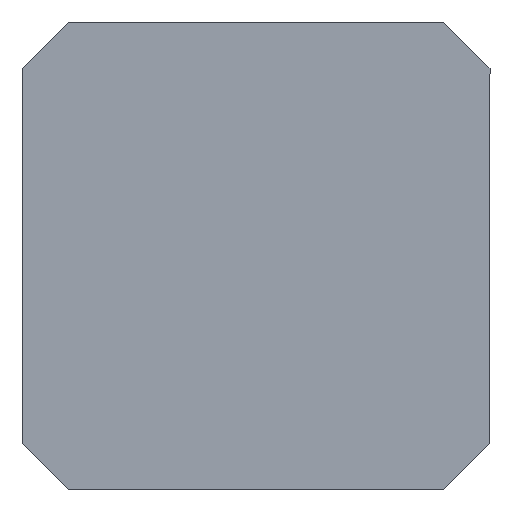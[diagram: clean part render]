
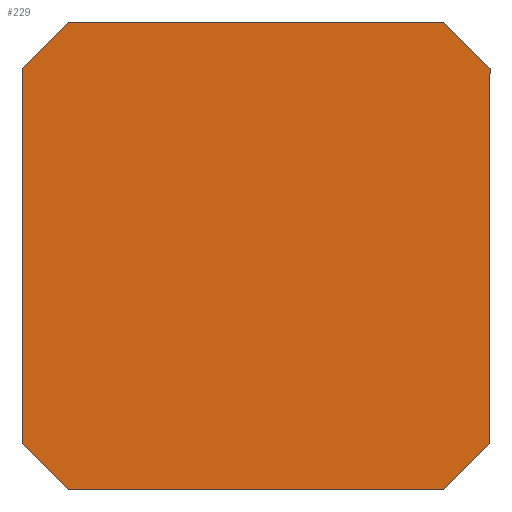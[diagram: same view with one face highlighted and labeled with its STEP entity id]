
A CAD part, front view. The second image highlights one B-rep face of the part: STEP entity #229.
In plain terms, the highlighted planar face has unit normal (0, -1, 0).
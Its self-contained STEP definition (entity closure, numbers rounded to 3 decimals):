
#40 = EDGE_CURVE ( 'NONE', #1576, #327, #996, .T. ) ;
#45 = VECTOR ( 'NONE', #93, 1000. ) ;
#93 = DIRECTION ( 'NONE',  ( 1., 0., 0. ) ) ;
#110 = CARTESIAN_POINT ( 'NONE',  ( 24.05, -1., -30. ) ) ;
#138 = DIRECTION ( 'NONE',  ( 0., -1., 0. ) ) ;
#229 = ADVANCED_FACE ( 'NONE', ( #2103 ), #2757, .T. ) ;
#244 = VECTOR ( 'NONE', #774, 1000. ) ;
#278 = LINE ( 'NONE', #716, #2742 ) ;
#310 = LINE ( 'NONE', #1183, #45 ) ;
#325 = LINE ( 'NONE', #506, #2155 ) ;
#327 = VERTEX_POINT ( 'NONE', #2140 ) ;
#438 = VERTEX_POINT ( 'NONE', #842 ) ;
#442 = LINE ( 'NONE', #2619, #1276 ) ;
#472 = VERTEX_POINT ( 'NONE', #1580 ) ;
#506 = CARTESIAN_POINT ( 'NONE',  ( -24.05, -1., 30. ) ) ;
#675 = VERTEX_POINT ( 'NONE', #760 ) ;
#716 = CARTESIAN_POINT ( 'NONE',  ( 28., -1., 30. ) ) ;
#754 = DIRECTION ( 'NONE',  ( 0., 0., -1. ) ) ;
#757 = LINE ( 'NONE', #110, #1367 ) ;
#760 = CARTESIAN_POINT ( 'NONE',  ( 24.05, -1., -30. ) ) ;
#767 = VECTOR ( 'NONE', #754, 1000. ) ;
#774 = DIRECTION ( 'NONE',  ( 0.707, 0., -0.707 ) ) ;
#791 = EDGE_LOOP ( 'NONE', ( #2162, #2855, #1687, #2083, #1957, #1201, #1557, #1181 ) ) ;
#842 = CARTESIAN_POINT ( 'NONE',  ( -24.05, -1., -30. ) ) ;
#919 = CARTESIAN_POINT ( 'NONE',  ( -24.05, -1., 30. ) ) ;
#925 = LINE ( 'NONE', #1208, #767 ) ;
#950 = EDGE_CURVE ( 'NONE', #675, #1576, #757, .T. ) ;
#968 = DIRECTION ( 'NONE',  ( 0.707, 0., 0.707 ) ) ;
#981 = CARTESIAN_POINT ( 'NONE',  ( -30., -1., -24.05 ) ) ;
#996 = LINE ( 'NONE', #2311, #1041 ) ;
#1041 = VECTOR ( 'NONE', #1814, 1000. ) ;
#1102 = DIRECTION ( 'NONE',  ( -0.707, 0., 0.707 ) ) ;
#1176 = EDGE_CURVE ( 'NONE', #327, #1666, #442, .T. ) ;
#1181 = ORIENTED_EDGE ( 'NONE', *, *, #1711, .T. ) ;
#1183 = CARTESIAN_POINT ( 'NONE',  ( -28., -1., -30. ) ) ;
#1199 = DIRECTION ( 'NONE',  ( -0.707, 0., -0.707 ) ) ;
#1201 = ORIENTED_EDGE ( 'NONE', *, *, #1176, .T. ) ;
#1208 = CARTESIAN_POINT ( 'NONE',  ( -30., -1., 28. ) ) ;
#1253 = EDGE_CURVE ( 'NONE', #1666, #2037, #278, .T. ) ;
#1276 = VECTOR ( 'NONE', #1102, 1000. ) ;
#1313 = EDGE_CURVE ( 'NONE', #1405, #472, #925, .T. ) ;
#1367 = VECTOR ( 'NONE', #968, 1000. ) ;
#1405 = VERTEX_POINT ( 'NONE', #2312 ) ;
#1557 = ORIENTED_EDGE ( 'NONE', *, *, #1253, .T. ) ;
#1576 = VERTEX_POINT ( 'NONE', #2202 ) ;
#1580 = CARTESIAN_POINT ( 'NONE',  ( -30., -1., -24.05 ) ) ;
#1666 = VERTEX_POINT ( 'NONE', #2306 ) ;
#1687 = ORIENTED_EDGE ( 'NONE', *, *, #2170, .T. ) ;
#1711 = EDGE_CURVE ( 'NONE', #2037, #1405, #325, .T. ) ;
#1814 = DIRECTION ( 'NONE',  ( 0., 0., 1. ) ) ;
#1912 = DIRECTION ( 'NONE',  ( 0., 0., -1. ) ) ;
#1957 = ORIENTED_EDGE ( 'NONE', *, *, #40, .T. ) ;
#2037 = VERTEX_POINT ( 'NONE', #919 ) ;
#2078 = LINE ( 'NONE', #981, #244 ) ;
#2083 = ORIENTED_EDGE ( 'NONE', *, *, #950, .T. ) ;
#2103 = FACE_OUTER_BOUND ( 'NONE', #791, .T. ) ;
#2140 = CARTESIAN_POINT ( 'NONE',  ( 30., -1., 24.05 ) ) ;
#2155 = VECTOR ( 'NONE', #1199, 1000. ) ;
#2162 = ORIENTED_EDGE ( 'NONE', *, *, #1313, .T. ) ;
#2170 = EDGE_CURVE ( 'NONE', #438, #675, #310, .T. ) ;
#2184 = EDGE_CURVE ( 'NONE', #472, #438, #2078, .T. ) ;
#2202 = CARTESIAN_POINT ( 'NONE',  ( 30., -1., -24.05 ) ) ;
#2248 = DIRECTION ( 'NONE',  ( -1., 0., 0. ) ) ;
#2306 = CARTESIAN_POINT ( 'NONE',  ( 24.05, -1., 30. ) ) ;
#2311 = CARTESIAN_POINT ( 'NONE',  ( 30., -1., -28. ) ) ;
#2312 = CARTESIAN_POINT ( 'NONE',  ( -30., -1., 24.05 ) ) ;
#2502 = CARTESIAN_POINT ( 'NONE',  ( 0., -1., 0. ) ) ;
#2507 = AXIS2_PLACEMENT_3D ( 'NONE', #2502, #138, #1912 ) ;
#2619 = CARTESIAN_POINT ( 'NONE',  ( 30., -1., 24.05 ) ) ;
#2742 = VECTOR ( 'NONE', #2248, 1000. ) ;
#2757 = PLANE ( 'NONE',  #2507 ) ;
#2855 = ORIENTED_EDGE ( 'NONE', *, *, #2184, .T. ) ;
